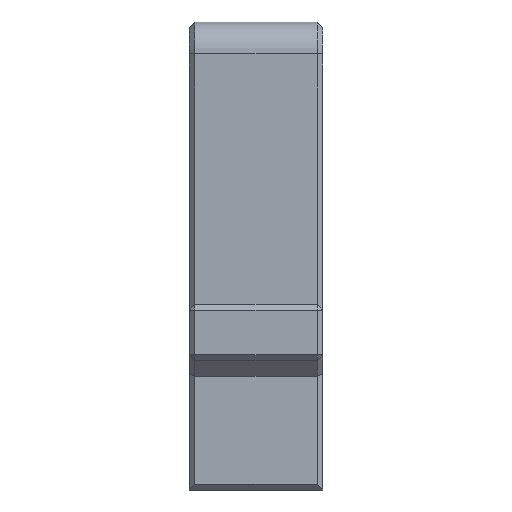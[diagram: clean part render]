
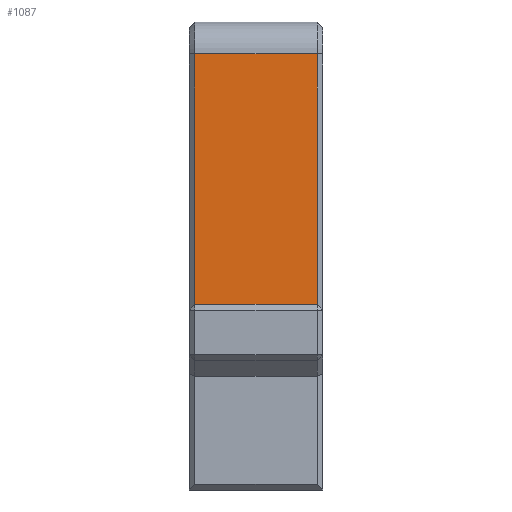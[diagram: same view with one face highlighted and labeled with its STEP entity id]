
A CAD part, left-side view. The second image highlights one B-rep face of the part: STEP entity #1087.
In plain terms, the highlighted planar face has unit normal (-1, 0, 0).
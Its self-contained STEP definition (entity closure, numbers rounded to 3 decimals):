
#732=CARTESIAN_POINT('',(-3.3,-1.,-2.3));
#733=VERTEX_POINT('',#732);
#734=CARTESIAN_POINT('',(-3.3,11.6,-2.3));
#735=VERTEX_POINT('',#734);
#736=CARTESIAN_POINT('',(-3.3,-1.,-2.3));
#737=DIRECTION('',(-0.,1.,-0.));
#738=VECTOR('',#737,12.6);
#739=LINE('',#736,#738);
#740=EDGE_CURVE('',#733,#735,#739,.T.);
#1057=CARTESIAN_POINT('',(-3.3,-0.85,-47.3));
#1058=DIRECTION('',(1.,0.,-0.));
#1059=DIRECTION('',(-0.,0.,-1.));
#1060=AXIS2_PLACEMENT_3D('',#1057,#1058,#1059);
#1061=PLANE('',#1060);
#1062=ORIENTED_EDGE('',*,*,#740,.T.);
#1063=CARTESIAN_POINT('',(-3.3,11.6,-29.05));
#1064=VERTEX_POINT('',#1063);
#1065=CARTESIAN_POINT('',(-3.3,11.6,-2.3));
#1066=DIRECTION('',(-0.,0.,-1.));
#1067=VECTOR('',#1066,26.75);
#1068=LINE('',#1065,#1067);
#1069=EDGE_CURVE('',#735,#1064,#1068,.T.);
#1070=ORIENTED_EDGE('',*,*,#1069,.T.);
#1071=CARTESIAN_POINT('',(-3.3,-1.,-29.05));
#1072=VERTEX_POINT('',#1071);
#1073=CARTESIAN_POINT('',(-3.3,11.6,-29.05));
#1074=DIRECTION('',(0.,-1.,0.));
#1075=VECTOR('',#1074,12.6);
#1076=LINE('',#1073,#1075);
#1077=EDGE_CURVE('',#1064,#1072,#1076,.T.);
#1078=ORIENTED_EDGE('',*,*,#1077,.T.);
#1079=CARTESIAN_POINT('',(-3.3,-1.,-29.05));
#1080=DIRECTION('',(0.,0.,1.));
#1081=VECTOR('',#1080,26.75);
#1082=LINE('',#1079,#1081);
#1083=EDGE_CURVE('',#1072,#733,#1082,.T.);
#1084=ORIENTED_EDGE('',*,*,#1083,.T.);
#1085=EDGE_LOOP('',(#1062,#1070,#1078,#1084));
#1086=FACE_BOUND('',#1085,.T.);
#1087=ADVANCED_FACE('',(#1086),#1061,.F.);
